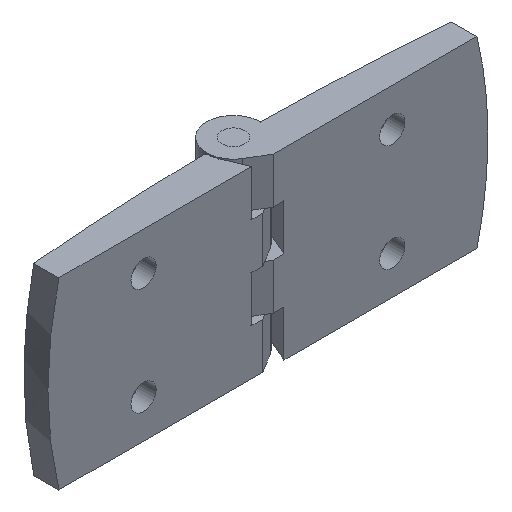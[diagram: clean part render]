
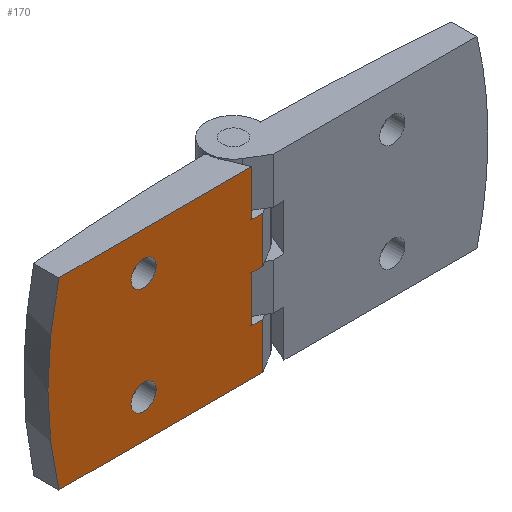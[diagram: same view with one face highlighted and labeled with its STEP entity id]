
A CAD part, isometric view. The second image highlights one B-rep face of the part: STEP entity #170.
In plain terms, the highlighted planar face has unit normal (0, -1, 0).
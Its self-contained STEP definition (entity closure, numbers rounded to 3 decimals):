
#170 = ADVANCED_FACE( '', ( #338, #339, #340 ), #341, .F. );
#338 = FACE_BOUND( '', #528, .T. );
#339 = FACE_BOUND( '', #529, .T. );
#340 = FACE_OUTER_BOUND( '', #530, .T. );
#341 = PLANE( '', #531 );
#528 = EDGE_LOOP( '', ( #798 ) );
#529 = EDGE_LOOP( '', ( #799 ) );
#530 = EDGE_LOOP( '', ( #800, #801, #802, #803, #804, #805, #806, #807, #808, #809 ) );
#531 = AXIS2_PLACEMENT_3D( '', #810, #811, #812 );
#798 = ORIENTED_EDGE( '', *, *, #1148, .F. );
#799 = ORIENTED_EDGE( '', *, *, #1149, .F. );
#800 = ORIENTED_EDGE( '', *, *, #1150, .F. );
#801 = ORIENTED_EDGE( '', *, *, #1131, .F. );
#802 = ORIENTED_EDGE( '', *, *, #1121, .T. );
#803 = ORIENTED_EDGE( '', *, *, #1110, .T. );
#804 = ORIENTED_EDGE( '', *, *, #1151, .F. );
#805 = ORIENTED_EDGE( '', *, *, #1152, .F. );
#806 = ORIENTED_EDGE( '', *, *, #1070, .T. );
#807 = ORIENTED_EDGE( '', *, *, #1153, .T. );
#808 = ORIENTED_EDGE( '', *, *, #1154, .F. );
#809 = ORIENTED_EDGE( '', *, *, #1155, .F. );
#810 = CARTESIAN_POINT( '', ( -57.5, -9., 24. ) );
#811 = DIRECTION( '', ( 0., 1., 0. ) );
#812 = DIRECTION( '', ( 0., 0., 1. ) );
#1070 = EDGE_CURVE( '', #1233, #1237, #1239, .T. );
#1110 = EDGE_CURVE( '', #1307, #1308, #1309, .T. );
#1121 = EDGE_CURVE( '', #1323, #1307, #1327, .F. );
#1131 = EDGE_CURVE( '', #1323, #1338, #1341, .T. );
#1148 = EDGE_CURVE( '', #1367, #1367, #1368, .T. );
#1149 = EDGE_CURVE( '', #1369, #1369, #1370, .T. );
#1150 = EDGE_CURVE( '', #1338, #1371, #1372, .T. );
#1151 = EDGE_CURVE( '', #1373, #1308, #1374, .T. );
#1152 = EDGE_CURVE( '', #1233, #1373, #1375, .T. );
#1153 = EDGE_CURVE( '', #1237, #1376, #1377, .T. );
#1154 = EDGE_CURVE( '', #1378, #1376, #1379, .T. );
#1155 = EDGE_CURVE( '', #1371, #1378, #1380, .T. );
#1233 = VERTEX_POINT( '', #1480 );
#1237 = VERTEX_POINT( '', #1486 );
#1239 = LINE( '', #1489, #1490 );
#1307 = VERTEX_POINT( '', #1581 );
#1308 = VERTEX_POINT( '', #1582 );
#1309 = LINE( '', #1583, #1584 );
#1323 = VERTEX_POINT( '', #1686 );
#1327 = CIRCLE( '', #1704, 101.62 );
#1338 = VERTEX_POINT( '', #1802 );
#1341 = LINE( '', #1806, #1807 );
#1367 = VERTEX_POINT( '', #2009 );
#1368 = CIRCLE( '', #2010, 3.3 );
#1369 = VERTEX_POINT( '', #2011 );
#1370 = CIRCLE( '', #2012, 3.3 );
#1371 = VERTEX_POINT( '', #2013 );
#1372 = LINE( '', #2014, #2015 );
#1373 = VERTEX_POINT( '', #2016 );
#1374 = LINE( '', #2017, #2018 );
#1375 = LINE( '', #2019, #2020 );
#1376 = VERTEX_POINT( '', #2021 );
#1377 = LINE( '', #2022, #2023 );
#1378 = VERTEX_POINT( '', #2024 );
#1379 = LINE( '', #2025, #2026 );
#1380 = LINE( '', #2027, #2028 );
#1480 = CARTESIAN_POINT( '', ( -4.2, -9., -12. ) );
#1486 = CARTESIAN_POINT( '', ( -4.2, -9., 0. ) );
#1489 = CARTESIAN_POINT( '', ( -4.2, -9., 24. ) );
#1490 = VECTOR( '', #2140, 1000. );
#1581 = CARTESIAN_POINT( '', ( -54.615, -9., -24. ) );
#1582 = CARTESIAN_POINT( '', ( -1.4, -9., -24. ) );
#1583 = CARTESIAN_POINT( '', ( -57.5, -9., -24. ) );
#1584 = VECTOR( '', #2195, 1000. );
#1686 = CARTESIAN_POINT( '', ( -54.615, -9., 24. ) );
#1704 = AXIS2_PLACEMENT_3D( '', #2208, #2209, #2210 );
#1802 = CARTESIAN_POINT( '', ( -4.2, -9., 24. ) );
#1806 = CARTESIAN_POINT( '', ( -57.5, -9., 24. ) );
#1807 = VECTOR( '', #2222, 1000. );
#2009 = CARTESIAN_POINT( '', ( -32.5, -9., -17.3 ) );
#2010 = AXIS2_PLACEMENT_3D( '', #2245, #2246, #2247 );
#2011 = CARTESIAN_POINT( '', ( -32.5, -9., 10.7 ) );
#2012 = AXIS2_PLACEMENT_3D( '', #2248, #2249, #2250 );
#2013 = CARTESIAN_POINT( '', ( -4.2, -9., 12. ) );
#2014 = CARTESIAN_POINT( '', ( -4.2, -9., 24. ) );
#2015 = VECTOR( '', #2251, 1000. );
#2016 = CARTESIAN_POINT( '', ( -1.4, -9., -12. ) );
#2017 = CARTESIAN_POINT( '', ( -1.4, -9., 24. ) );
#2018 = VECTOR( '', #2252, 1000. );
#2019 = CARTESIAN_POINT( '', ( -57.5, -9., -12. ) );
#2020 = VECTOR( '', #2253, 1000. );
#2021 = CARTESIAN_POINT( '', ( -1.4, -9., 0. ) );
#2022 = CARTESIAN_POINT( '', ( -57.5, -9., 0. ) );
#2023 = VECTOR( '', #2254, 1000. );
#2024 = CARTESIAN_POINT( '', ( -1.4, -9., 12. ) );
#2025 = CARTESIAN_POINT( '', ( -1.4, -9., 24. ) );
#2026 = VECTOR( '', #2255, 1000. );
#2027 = CARTESIAN_POINT( '', ( -57.5, -9., 12. ) );
#2028 = VECTOR( '', #2256, 1000. );
#2140 = DIRECTION( '', ( 0., 0., 1. ) );
#2195 = DIRECTION( '', ( 1., 0., 0. ) );
#2208 = CARTESIAN_POINT( '', ( 44.13, -9., 0. ) );
#2209 = DIRECTION( '', ( 0., 1., 0. ) );
#2210 = DIRECTION( '', ( 0., 0., 1. ) );
#2222 = DIRECTION( '', ( 1., 0., 0. ) );
#2245 = CARTESIAN_POINT( '', ( -32.5, -9., -14. ) );
#2246 = DIRECTION( '', ( 0., -1., 0. ) );
#2247 = DIRECTION( '', ( 0., 0., -1. ) );
#2248 = CARTESIAN_POINT( '', ( -32.5, -9., 14. ) );
#2249 = DIRECTION( '', ( 0., -1., 0. ) );
#2250 = DIRECTION( '', ( 0., 0., -1. ) );
#2251 = DIRECTION( '', ( 0., 0., -1. ) );
#2252 = DIRECTION( '', ( 0., 0., -1. ) );
#2253 = DIRECTION( '', ( 1., 0., 0. ) );
#2254 = DIRECTION( '', ( 1., 0., 0. ) );
#2255 = DIRECTION( '', ( 0., 0., -1. ) );
#2256 = DIRECTION( '', ( 1., 0., 0. ) );
